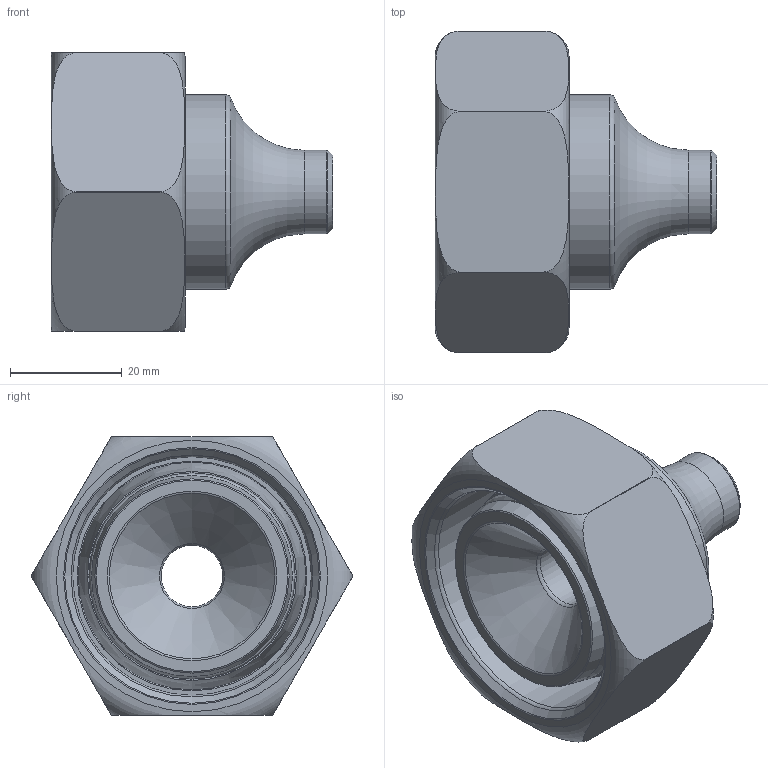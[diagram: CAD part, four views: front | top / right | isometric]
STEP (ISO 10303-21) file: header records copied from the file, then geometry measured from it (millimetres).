
FILE_DESCRIPTION(/* description */ (''),/* implementation_level */ '2;1');
FILE_NAME(/* name */ 'ARKM35-15.stp',/* time_stamp */ '2024-07-15T07:28:16+02:00',/* author */ (''),/* organization */ (''),/* preprocessor_version */ 'ST-DEVELOPER v16',/* originating_system */ 'SIEMENS PLM Software NX 10.0',/* authorisation */ '');
FILE_SCHEMA (('CONFIG_CONTROL_DESIGN'));
Length unit declared in the file: millimetre
Products named in the file (4): X-OR-35; X-ARK35-15; X-M35; ARKM35-15
Assembly tree (3 placements, depth 2):
  ARKM35-15
    X-M35
    X-ARK35-15
    X-OR-35
Bounding box: 50.5 x 57.7 x 50 mm (x, y, z)
Volume: 49856.9 mm3; surface area: 17901.5 mm2
Topology: 3 solids, 3 shells, 113 faces, 281 edges, 183 vertices
Faces by surface type: bspline 55, plane 21, torus 13, cylinder 12, cone 11, revolution 1
Full cylindrical faces by diameter (mm): 11.045 x1, 15 x1, 34.889 x1, 35.345 x1, 40.8 x1, 42.8 x1
Entity records: 4677 total; most frequent: CARTESIAN_POINT 2238, ORIENTED_EDGE 474, EDGE_CURVE 237, DIRECTION 235, B_SPLINE_CURVE_WITH_KNOTS 175, VERTEX_POINT 171, EDGE_LOOP 157, ADVANCED_FACE 113
